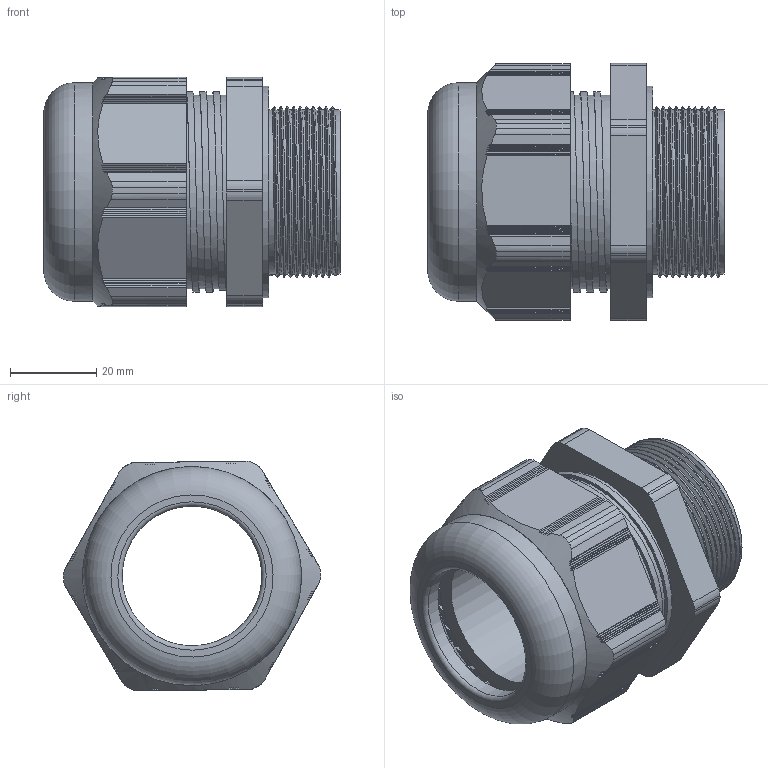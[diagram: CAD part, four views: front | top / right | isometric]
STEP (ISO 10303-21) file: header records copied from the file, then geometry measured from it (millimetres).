
FILE_DESCRIPTION(/* description */ ('Euro-Top X3 HI Poylamid M40 Stutzen'),/* implementation_level */ '2;1');
FILE_NAME(/* name */ '85080540X3HI-RST.stp',/* time_stamp */ '2015-03-04T10:35:38+01:00',/* author */ ('sl'),/* organization */ (''),/* preprocessor_version */ 'ST-DEVELOPER v15.2',/* originating_system */ 'Autodesk Inventor 2014',/* authorisation */ '');
FILE_SCHEMA (('AUTOMOTIVE_DESIGN { 1 0 10303 214 3 1 1 }'));
Length unit declared in the file: millimetre
Products named in the file (5): Euro-Top-X3HI-12-BT-0001-85080540X3HI; Euro-Top-X3HI-12-BT-0002-85080540X3HI; Euro-Top-X3HI-12-BT-0003-85080540X3HI; Euro-Top-X3HI-12-BT-0004-85080540X3HI; Euro-Top-X3HI-12-BG-0001-85080540X3HI
Assembly tree (4 placements, depth 2):
  Euro-Top-X3HI-12-BG-0001-85080540X3HI
    Euro-Top-X3HI-12-BT-0001-85080540X3HI
    Euro-Top-X3HI-12-BT-0002-85080540X3HI
    Euro-Top-X3HI-12-BT-0003-85080540X3HI
    Euro-Top-X3HI-12-BT-0004-85080540X3HI
Bounding box: 68.72 x 59.7 x 53.35 mm (x, y, z)
Volume: 68595.6 mm3; surface area: 42872.5 mm2
Topology: 4 solids, 4 shells, 455 faces, 1312 edges, 872 vertices
Faces by surface type: plane 260, cylinder 109, torus 53, cone 27, bspline 6
Full cylindrical faces by diameter (mm): 32.4 x1, 32.44 x1, 32.46 x1, 36.4 x1, 38.138 x10, 39.06 x1, 40 x1, 40.04 x1, 44.14 x1, 44.94 x1, 44.97 x5, 45.91 x7, 47.61 x7, 49.08 x1, 50.76 x1
Entity records: 18288 total; most frequent: CARTESIAN_POINT 7633, ORIENTED_EDGE 2396, DIRECTION 2046, EDGE_CURVE 1198, VERTEX_POINT 810, AXIS2_PLACEMENT_3D 743, LINE 560, VECTOR 560
